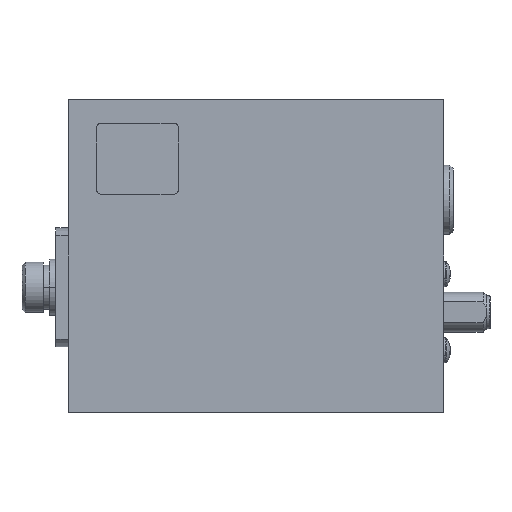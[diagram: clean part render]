
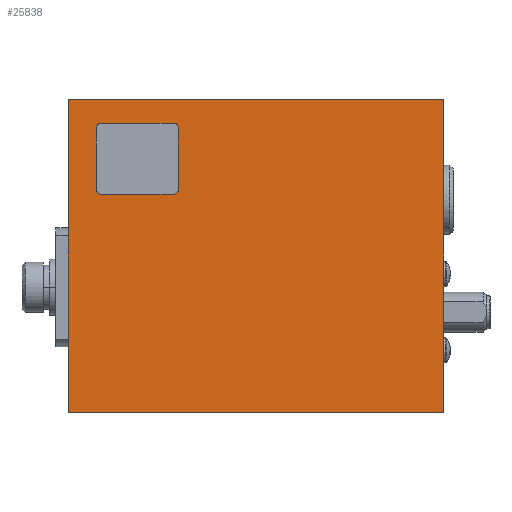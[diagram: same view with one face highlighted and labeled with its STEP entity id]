
A CAD part, front view. The second image highlights one B-rep face of the part: STEP entity #25838.
In plain terms, the highlighted planar face has unit normal (0, -1, 0).
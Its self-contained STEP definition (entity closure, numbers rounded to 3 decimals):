
#165 = EDGE_CURVE ( 'NONE', #41115, #14827, #22073, .T. ) ;
#640 = VECTOR ( 'NONE', #23022, 1000. ) ;
#654 = ORIENTED_EDGE ( 'NONE', *, *, #16557, .F. ) ;
#677 = LINE ( 'NONE', #26606, #29610 ) ;
#1210 = VERTEX_POINT ( 'NONE', #4734 ) ;
#1267 = DIRECTION ( 'NONE',  ( -1., 0., 0. ) ) ;
#1577 = CARTESIAN_POINT ( 'NONE',  ( -25.5, 0., 20.495 ) ) ;
#2773 = VECTOR ( 'NONE', #47608, 1000. ) ;
#3437 = VECTOR ( 'NONE', #34762, 1000. ) ;
#3965 = DIRECTION ( 'NONE',  ( 0., 0., 1. ) ) ;
#3966 = ORIENTED_EDGE ( 'NONE', *, *, #29415, .F. ) ;
#4734 = CARTESIAN_POINT ( 'NONE',  ( -24.8, 0., 9.895 ) ) ;
#5489 = ORIENTED_EDGE ( 'NONE', *, *, #6436, .F. ) ;
#6436 = EDGE_CURVE ( 'NONE', #9903, #15185, #15108, .T. ) ;
#6587 = VERTEX_POINT ( 'NONE', #45726 ) ;
#7166 = AXIS2_PLACEMENT_3D ( 'NONE', #43759, #21476, #47415 ) ;
#7177 = CARTESIAN_POINT ( 'NONE',  ( -13.1, 0., 20.495 ) ) ;
#7470 = CARTESIAN_POINT ( 'NONE',  ( -24.8, 0., 10.595 ) ) ;
#8196 = CARTESIAN_POINT ( 'NONE',  ( -30., 0., -25. ) ) ;
#8257 = EDGE_LOOP ( 'NONE', ( #41793, #5489, #3966, #16478 ) ) ;
#8490 = CARTESIAN_POINT ( 'NONE',  ( -12.4, 0., 10.595 ) ) ;
#8678 = ORIENTED_EDGE ( 'NONE', *, *, #39347, .F. ) ;
#8761 = ORIENTED_EDGE ( 'NONE', *, *, #22087, .F. ) ;
#9145 = FACE_OUTER_BOUND ( 'NONE', #8257, .T. ) ;
#9903 = VERTEX_POINT ( 'NONE', #42625 ) ;
#10738 = DIRECTION ( 'NONE',  ( 1., 0., 0. ) ) ;
#10905 = DIRECTION ( 'NONE',  ( 0., 0., -1. ) ) ;
#11229 = DIRECTION ( 'NONE',  ( 0., 0., -1. ) ) ;
#11390 = VECTOR ( 'NONE', #1267, 1000. ) ;
#11658 = CARTESIAN_POINT ( 'NONE',  ( -30., 0., -25. ) ) ;
#12707 = CIRCLE ( 'NONE', #31321, 0.7 ) ;
#13264 = CARTESIAN_POINT ( 'NONE',  ( -25.5, 0., 10.595 ) ) ;
#14014 = ORIENTED_EDGE ( 'NONE', *, *, #44241, .F. ) ;
#14221 = CARTESIAN_POINT ( 'NONE',  ( -24.8, 0., 9.895 ) ) ;
#14233 = EDGE_CURVE ( 'NONE', #15185, #21097, #677, .T. ) ;
#14244 = VERTEX_POINT ( 'NONE', #45032 ) ;
#14827 = VERTEX_POINT ( 'NONE', #1577 ) ;
#14843 = DIRECTION ( 'NONE',  ( 0., -1., 0. ) ) ;
#15108 = LINE ( 'NONE', #11658, #23995 ) ;
#15185 = VERTEX_POINT ( 'NONE', #8196 ) ;
#16152 = EDGE_CURVE ( 'NONE', #14244, #6587, #19208, .T. ) ;
#16478 = ORIENTED_EDGE ( 'NONE', *, *, #25294, .F. ) ;
#16557 = EDGE_CURVE ( 'NONE', #36513, #41115, #21475, .T. ) ;
#17357 = VERTEX_POINT ( 'NONE', #20396 ) ;
#19036 = VERTEX_POINT ( 'NONE', #21050 ) ;
#19208 = CIRCLE ( 'NONE', #7166, 0.7 ) ;
#19215 = FACE_BOUND ( 'NONE', #20682, .T. ) ;
#20201 = ORIENTED_EDGE ( 'NONE', *, *, #165, .F. ) ;
#20396 = CARTESIAN_POINT ( 'NONE',  ( 30., 0., 25. ) ) ;
#20682 = EDGE_LOOP ( 'NONE', ( #41666, #47767, #14014, #8761, #20201, #654, #8678, #34933 ) ) ;
#21050 = CARTESIAN_POINT ( 'NONE',  ( -12.4, 0., 20.495 ) ) ;
#21097 = VERTEX_POINT ( 'NONE', #33155 ) ;
#21475 = LINE ( 'NONE', #46084, #11390 ) ;
#21476 = DIRECTION ( 'NONE',  ( 0., -1., 0. ) ) ;
#22073 = CIRCLE ( 'NONE', #36641, 0.7 ) ;
#22087 = EDGE_CURVE ( 'NONE', #14827, #25491, #38199, .T. ) ;
#23022 = DIRECTION ( 'NONE',  ( 0., 0., -1. ) ) ;
#23545 = LINE ( 'NONE', #8490, #3437 ) ;
#23995 = VECTOR ( 'NONE', #30621, 1000. ) ;
#24965 = DIRECTION ( 'NONE',  ( 0., 0., 1. ) ) ;
#25014 = DIRECTION ( 'NONE',  ( 0., -1., 0. ) ) ;
#25025 = CARTESIAN_POINT ( 'NONE',  ( -24.8, 0., 20.495 ) ) ;
#25053 = EDGE_CURVE ( 'NONE', #6587, #19036, #23545, .T. ) ;
#25294 = EDGE_CURVE ( 'NONE', #21097, #17357, #41463, .T. ) ;
#25327 = LINE ( 'NONE', #14221, #43901 ) ;
#25491 = VERTEX_POINT ( 'NONE', #45195 ) ;
#25838 = ADVANCED_FACE ( 'NONE', ( #19215, #9145 ), #29525, .T. ) ;
#26606 = CARTESIAN_POINT ( 'NONE',  ( -30., 0., 25. ) ) ;
#28374 = VECTOR ( 'NONE', #46855, 1000. ) ;
#29415 = EDGE_CURVE ( 'NONE', #17357, #9903, #40518, .T. ) ;
#29525 = PLANE ( 'NONE',  #29567 ) ;
#29567 = AXIS2_PLACEMENT_3D ( 'NONE', #37250, #14843, #40962 ) ;
#29610 = VECTOR ( 'NONE', #3965, 1000. ) ;
#29948 = EDGE_CURVE ( 'NONE', #1210, #14244, #25327, .T. ) ;
#30621 = DIRECTION ( 'NONE',  ( -1., 0., 0. ) ) ;
#31321 = AXIS2_PLACEMENT_3D ( 'NONE', #7177, #33429, #10905 ) ;
#31612 = AXIS2_PLACEMENT_3D ( 'NONE', #7470, #33739, #11229 ) ;
#33155 = CARTESIAN_POINT ( 'NONE',  ( -30., 0., 25. ) ) ;
#33429 = DIRECTION ( 'NONE',  ( 0., -1., 0. ) ) ;
#33739 = DIRECTION ( 'NONE',  ( 0., -1., 0. ) ) ;
#34081 = CARTESIAN_POINT ( 'NONE',  ( 30., 0., 25. ) ) ;
#34762 = DIRECTION ( 'NONE',  ( 0., 0., 1. ) ) ;
#34933 = ORIENTED_EDGE ( 'NONE', *, *, #25053, .F. ) ;
#36513 = VERTEX_POINT ( 'NONE', #40168 ) ;
#36641 = AXIS2_PLACEMENT_3D ( 'NONE', #25025, #25014, #24965 ) ;
#37250 = CARTESIAN_POINT ( 'NONE',  ( -30., 0., -25. ) ) ;
#38199 = LINE ( 'NONE', #13264, #28374 ) ;
#39347 = EDGE_CURVE ( 'NONE', #19036, #36513, #12707, .T. ) ;
#40168 = CARTESIAN_POINT ( 'NONE',  ( -13.1, 0., 21.195 ) ) ;
#40518 = LINE ( 'NONE', #34081, #640 ) ;
#40962 = DIRECTION ( 'NONE',  ( 0., 0., -1. ) ) ;
#41115 = VERTEX_POINT ( 'NONE', #42163 ) ;
#41463 = LINE ( 'NONE', #43795, #2773 ) ;
#41666 = ORIENTED_EDGE ( 'NONE', *, *, #16152, .F. ) ;
#41793 = ORIENTED_EDGE ( 'NONE', *, *, #14233, .F. ) ;
#42163 = CARTESIAN_POINT ( 'NONE',  ( -24.8, 0., 21.195 ) ) ;
#42625 = CARTESIAN_POINT ( 'NONE',  ( 30., 0., -25. ) ) ;
#43759 = CARTESIAN_POINT ( 'NONE',  ( -13.1, 0., 10.595 ) ) ;
#43795 = CARTESIAN_POINT ( 'NONE',  ( -30., 0., 25. ) ) ;
#43901 = VECTOR ( 'NONE', #10738, 1000. ) ;
#44241 = EDGE_CURVE ( 'NONE', #25491, #1210, #45949, .T. ) ;
#45032 = CARTESIAN_POINT ( 'NONE',  ( -13.1, 0., 9.895 ) ) ;
#45195 = CARTESIAN_POINT ( 'NONE',  ( -25.5, 0., 10.595 ) ) ;
#45726 = CARTESIAN_POINT ( 'NONE',  ( -12.4, 0., 10.595 ) ) ;
#45949 = CIRCLE ( 'NONE', #31612, 0.7 ) ;
#46084 = CARTESIAN_POINT ( 'NONE',  ( -24.8, 0., 21.195 ) ) ;
#46855 = DIRECTION ( 'NONE',  ( 0., 0., -1. ) ) ;
#47415 = DIRECTION ( 'NONE',  ( 0., 0., -1. ) ) ;
#47608 = DIRECTION ( 'NONE',  ( 1., 0., 0. ) ) ;
#47767 = ORIENTED_EDGE ( 'NONE', *, *, #29948, .F. ) ;
